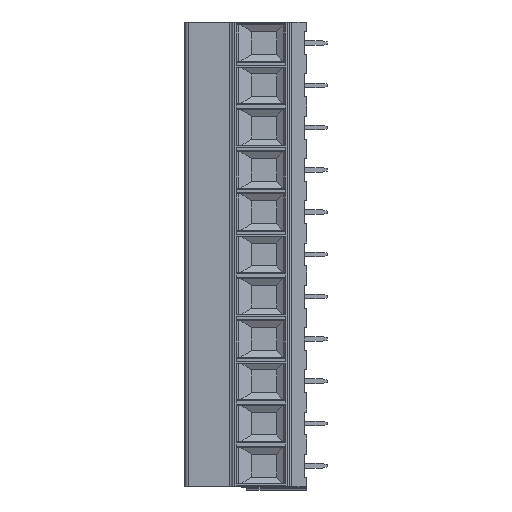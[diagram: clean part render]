
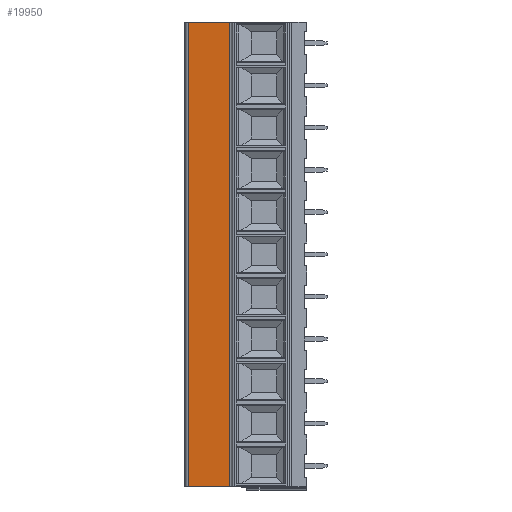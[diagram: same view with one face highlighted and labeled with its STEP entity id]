
A CAD part, left-side view. The second image highlights one B-rep face of the part: STEP entity #19950.
In plain terms, the highlighted planar face has unit normal (-0.996, 0.087, 0).
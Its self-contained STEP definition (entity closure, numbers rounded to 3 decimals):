
#84=DIRECTION('',(-0.087,-0.996,0.));
#85=VECTOR('',#84,9.977);
#86=CARTESIAN_POINT('',(-5.075,13.737,106.68));
#87=LINE('',#86,#85);
#5224=DIRECTION('',(0.,0.,-1.));
#5225=VECTOR('',#5224,111.76);
#5226=CARTESIAN_POINT('',(-5.075,13.737,106.68));
#5227=LINE('',#5226,#5225);
#5228=DIRECTION('',(0.,0.,-1.));
#5229=VECTOR('',#5228,111.76);
#5230=CARTESIAN_POINT('',(-5.945,3.798,106.68));
#5231=LINE('',#5230,#5229);
#5360=DIRECTION('',(-0.087,-0.996,0.));
#5361=VECTOR('',#5360,9.977);
#5362=CARTESIAN_POINT('',(-5.075,13.737,-5.08));
#5363=LINE('',#5362,#5361);
#11155=CARTESIAN_POINT('',(-5.075,13.737,106.68));
#11157=VERTEX_POINT('',#11155);
#11158=CARTESIAN_POINT('',(-5.945,3.798,106.68));
#11159=VERTEX_POINT('',#11158);
#11185=CARTESIAN_POINT('',(-5.075,13.737,-5.08));
#11187=VERTEX_POINT('',#11185);
#11188=CARTESIAN_POINT('',(-5.945,3.798,-5.08));
#11189=VERTEX_POINT('',#11188);
#19937=CARTESIAN_POINT('',(-5.075,13.737,106.68));
#19938=DIRECTION('',(-0.996,0.087,0.));
#19939=DIRECTION('',(-0.087,-0.996,0.));
#19940=AXIS2_PLACEMENT_3D('',#19937,#19938,#19939);
#19941=PLANE('',#19940);
#19942=ORIENTED_EDGE('',*,*,#14363,.T.);
#19944=ORIENTED_EDGE('',*,*,#19943,.T.);
#19946=ORIENTED_EDGE('',*,*,#19945,.F.);
#19947=ORIENTED_EDGE('',*,*,#19929,.F.);
#19948=EDGE_LOOP('',(#19942,#19944,#19946,#19947));
#19949=FACE_OUTER_BOUND('',#19948,.F.);
#14363=EDGE_CURVE('',#11157,#11159,#87,.T.);
#19929=EDGE_CURVE('',#11157,#11187,#5227,.T.);
#19943=EDGE_CURVE('',#11159,#11189,#5231,.T.);
#19945=EDGE_CURVE('',#11187,#11189,#5363,.T.);
#19950=ADVANCED_FACE('',(#19949),#19941,.T.);
